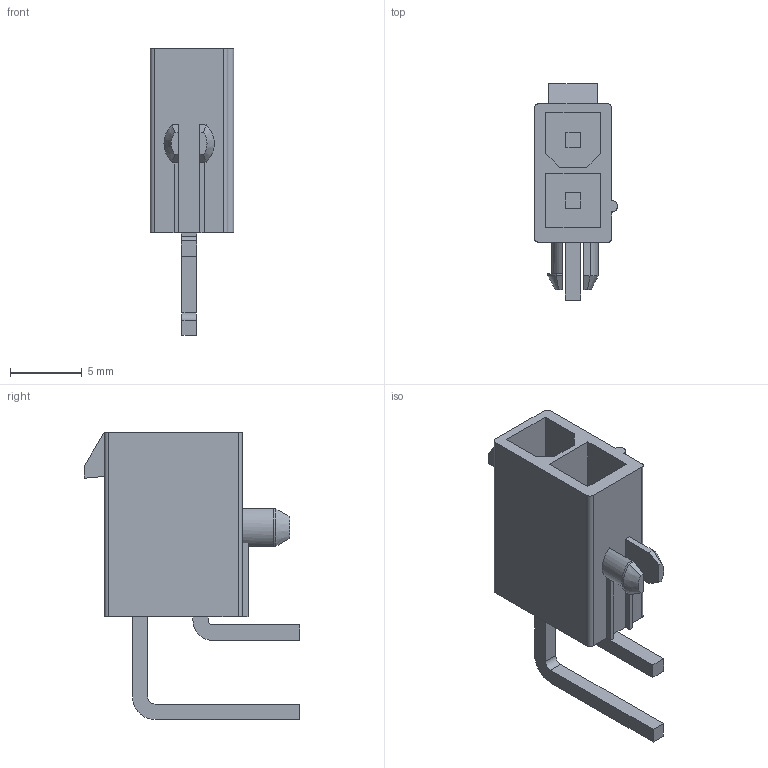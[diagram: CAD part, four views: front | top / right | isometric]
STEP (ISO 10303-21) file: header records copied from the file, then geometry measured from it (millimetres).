
FILE_DESCRIPTION (( 'STEP AP214' ), '1' );
FILE_NAME ('User Library-Mini-Fit 2 pin.STEP', '2021-08-23T12:00:38', ( '' ), ( '' ), 'SwSTEP 2.0', 'SolidWorks 2021', '' );
FILE_SCHEMA (( 'AUTOMOTIVE_DESIGN' ));
Length unit declared in the file: millimetre
Products named in the file (1): User Library-Mini-Fit 2 pin
Bounding box: 5.8 x 15 x 19.93 mm (x, y, z)
Volume: 466.3 mm3; surface area: 940.3 mm2
Topology: 1 solids, 1 shells, 80 faces, 208 edges, 136 vertices
Faces by surface type: plane 65, cylinder 13, cone 2
Entity records: 3320 total; most frequent: CARTESIAN_POINT 437, ORIENTED_EDGE 416, DIRECTION 395, EDGE_CURVE 208, LINE 175, VECTOR 175, VERTEX_POINT 136, AXIS2_PLACEMENT_3D 110
